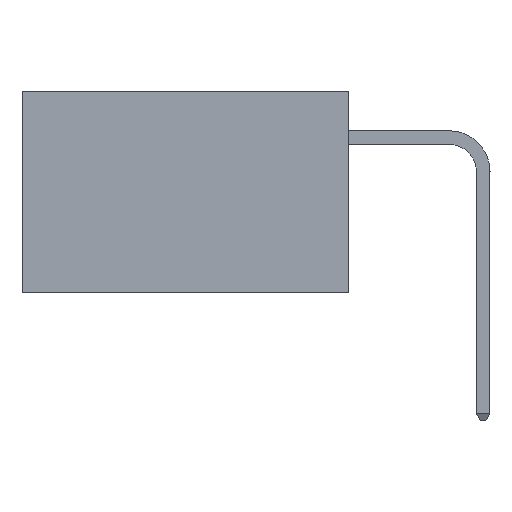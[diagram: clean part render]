
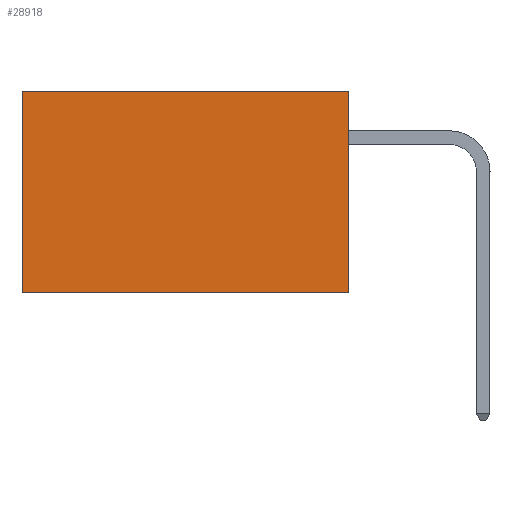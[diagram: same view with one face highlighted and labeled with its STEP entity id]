
A CAD part, left-side view. The second image highlights one B-rep face of the part: STEP entity #28918.
In plain terms, the highlighted planar face has unit normal (-1, 0, 0).
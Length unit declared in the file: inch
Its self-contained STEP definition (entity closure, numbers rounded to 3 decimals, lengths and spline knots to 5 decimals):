
#1961 = VERTEX_POINT ( 'NONE', #23174 ) ;
#2949 = VERTEX_POINT ( 'NONE', #19239 ) ;
#3364 = ORIENTED_EDGE ( 'NONE', *, *, #7658, .T. ) ;
#4837 = CARTESIAN_POINT ( 'NONE',  ( 0.2875, 0., 0. ) ) ;
#5459 = FACE_OUTER_BOUND ( 'NONE', #24103, .T. ) ;
#6653 = LINE ( 'NONE', #14172, #18597 ) ;
#6894 = VECTOR ( 'NONE', #20737, 39.37008 ) ;
#7658 = EDGE_CURVE ( 'NONE', #2949, #22953, #16985, .T. ) ;
#7845 = CARTESIAN_POINT ( 'NONE',  ( 0.2875, 0., 0. ) ) ;
#8383 = CARTESIAN_POINT ( 'NONE',  ( 0.2875, 0., 0. ) ) ;
#8398 = LINE ( 'NONE', #18351, #6894 ) ;
#9098 = EDGE_CURVE ( 'NONE', #1961, #20104, #6653, .T. ) ;
#9587 = DIRECTION ( 'NONE',  ( 0., 0., -1. ) ) ;
#10265 = PLANE ( 'NONE',  #10409 ) ;
#10409 = AXIS2_PLACEMENT_3D ( 'NONE', #7845, #26826, #12698 ) ;
#11703 = EDGE_CURVE ( 'NONE', #22953, #20104, #8398, .T. ) ;
#12698 = DIRECTION ( 'NONE',  ( 0., 0., -1. ) ) ;
#14172 = CARTESIAN_POINT ( 'NONE',  ( 0.2875, 0., -0.37 ) ) ;
#16985 = LINE ( 'NONE', #8383, #23337 ) ;
#17076 = ORIENTED_EDGE ( 'NONE', *, *, #9098, .F. ) ;
#18001 = VECTOR ( 'NONE', #9587, 39.37008 ) ;
#18351 = CARTESIAN_POINT ( 'NONE',  ( 0.2875, 0.6, 0. ) ) ;
#18597 = VECTOR ( 'NONE', #21321, 39.37008 ) ;
#19239 = CARTESIAN_POINT ( 'NONE',  ( 0.2875, 0., 0. ) ) ;
#19976 = ORIENTED_EDGE ( 'NONE', *, *, #11703, .T. ) ;
#20104 = VERTEX_POINT ( 'NONE', #20310 ) ;
#20310 = CARTESIAN_POINT ( 'NONE',  ( 0.2875, 0.6, -0.37 ) ) ;
#20737 = DIRECTION ( 'NONE',  ( 0., 0., -1. ) ) ;
#21321 = DIRECTION ( 'NONE',  ( 0., 1., 0. ) ) ;
#21387 = CARTESIAN_POINT ( 'NONE',  ( 0.2875, 0.6, 0. ) ) ;
#22613 = ORIENTED_EDGE ( 'NONE', *, *, #30560, .F. ) ;
#22953 = VERTEX_POINT ( 'NONE', #21387 ) ;
#23174 = CARTESIAN_POINT ( 'NONE',  ( 0.2875, 0., -0.37 ) ) ;
#23337 = VECTOR ( 'NONE', #25048, 39.37008 ) ;
#24103 = EDGE_LOOP ( 'NONE', ( #19976, #17076, #22613, #3364 ) ) ;
#25048 = DIRECTION ( 'NONE',  ( 0., 1., 0. ) ) ;
#26826 = DIRECTION ( 'NONE',  ( 1., 0., 0. ) ) ;
#28918 = ADVANCED_FACE ( 'NONE', ( #5459 ), #10265, .F. ) ;
#30560 = EDGE_CURVE ( 'NONE', #2949, #1961, #30630, .T. ) ;
#30630 = LINE ( 'NONE', #4837, #18001 ) ;
